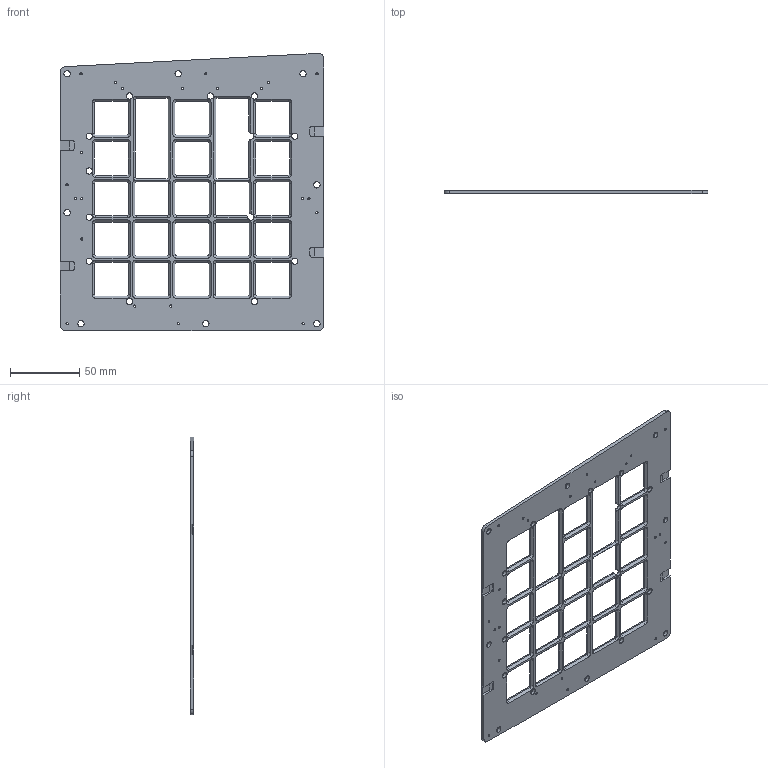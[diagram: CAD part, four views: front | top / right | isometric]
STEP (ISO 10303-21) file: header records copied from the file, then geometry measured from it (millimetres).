
FILE_DESCRIPTION(('FreeCAD Model'),'2;1');
FILE_NAME('Open CASCADE Shape Model','2023-01-16T14:07:30',(''),(''), 'Open CASCADE STEP processor 7.6','FreeCAD','Unknown');
FILE_SCHEMA(('AUTOMOTIVE_DESIGN { 1 0 10303 214 1 1 1 1 }'));
Length unit declared in the file: millimetre
Products named in the file (1): PVcomB_sputtermask_SHJ baseline V2_frame+inlay_M6_frame backside
Bounding box: 190 x 2.5 x 199.74 mm (x, y, z)
Volume: 50131.2 mm3; surface area: 49396.5 mm2
Topology: 1 solids, 1 shells, 494 faces, 1302 edges, 807 vertices
Faces by surface type: plane 212, cylinder 191, cone 91
Entity records: 33590 total; most frequent: CARTESIAN_POINT 7373, DIRECTION 5048, LINE 3013, VECTOR 3013, ORIENTED_EDGE 2604, PCURVE 2604, DEFINITIONAL_REPRESENTATION 2604, EDGE_CURVE 1302
